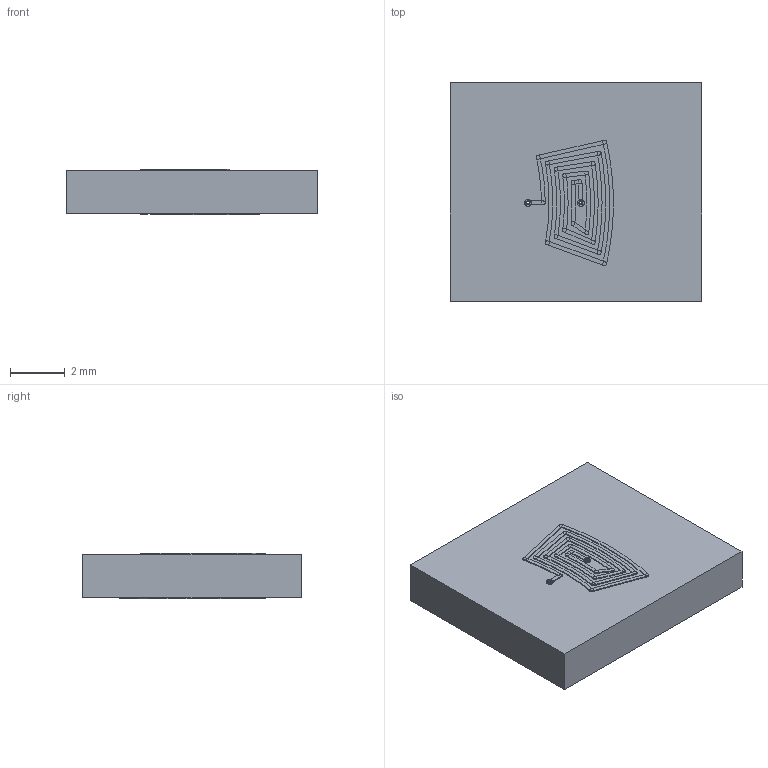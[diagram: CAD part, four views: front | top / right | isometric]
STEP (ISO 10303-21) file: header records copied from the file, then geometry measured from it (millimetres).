
FILE_DESCRIPTION(('KiCad electronic assembly'),'2;1');
FILE_NAME('AxialMotorSingleSpoolB.step','2026-01-11T16:44:39',('Pcbnew') ,('Kicad'),'Open CASCADE STEP processor 7.8','KiCad to STEP converter' ,'Unknown');
FILE_SCHEMA(('AUTOMOTIVE_DESIGN { 1 0 10303 214 1 1 1 1 }'));
Length unit declared in the file: millimetre
Products named in the file (48): AxialMotorSingleSpoolB 1; _autosave-AxialMotor_track_1; _autosave-AxialMotor_track_2; _autosave-AxialMotor_track_3; _autosave-AxialMotor_track_4; _autosave-AxialMotor_track_5; _autosave-AxialMotor_track_6; _autosave-AxialMotor_track_7; _autosave-AxialMotor_track_8; _autosave-AxialMotor_track_9; _autosave-AxialMotor_track_10; _autosave-AxialMotor_track_11; _autosave-AxialMotor_track_12; _autosave-AxialMotor_track_13; _autosave-AxialMotor_track_14; _autosave-AxialMotor_track_15; _autosave-AxialMotor_track_16; _autosave-AxialMotor_track_17; _autosave-AxialMotor_track_18; _autosave-AxialMotor_track_19; _autosave-AxialMotor_track_20; _autosave-AxialMotor_track_21; _autosave-AxialMotor_track_22; _autosave-AxialMotor_track_23; _autosave-AxialMotor_track_24; _autosave-AxialMotor_track_25; _autosave-AxialMotor_track_26; _autosave-AxialMotor_track_27; _autosave-AxialMotor_track_28; _autosave-AxialMotor_track_29; _autosave-AxialMotor_track_30; _autosave-AxialMotor_track_31; _autosave-AxialMotor_track_32; _autosave-AxialMotor_track_33; _autosave-AxialMotor_track_34; _autosave-AxialMotor_track_35; _autosave-AxialMotor_track_36; _autosave-AxialMotor_track_37; _autosave-AxialMotor_track_38; _autosave-AxialMotor_track_39 ...
Assembly tree (47 placements, depth 2):
  AxialMotorSingleSpoolB 1
    _autosave-AxialMotor_track_1
    _autosave-AxialMotor_track_2
    _autosave-AxialMotor_track_3
    _autosave-AxialMotor_track_4
    _autosave-AxialMotor_track_5
    _autosave-AxialMotor_track_6
    _autosave-AxialMotor_track_7
    _autosave-AxialMotor_track_8
    _autosave-AxialMotor_track_9
    _autosave-AxialMotor_track_10
    _autosave-AxialMotor_track_11
    _autosave-AxialMotor_track_12
    _autosave-AxialMotor_track_13
    _autosave-AxialMotor_track_14
    _autosave-AxialMotor_track_15
    _autosave-AxialMotor_track_16
    _autosave-AxialMotor_track_17
    _autosave-AxialMotor_track_18
    _autosave-AxialMotor_track_19
    _autosave-AxialMotor_track_20
    _autosave-AxialMotor_track_21
    _autosave-AxialMotor_track_22
    _autosave-AxialMotor_track_23
    _autosave-AxialMotor_track_24
    _autosave-AxialMotor_track_25
    _autosave-AxialMotor_track_26
    _autosave-AxialMotor_track_27
    _autosave-AxialMotor_track_28
    _autosave-AxialMotor_track_29
    _autosave-AxialMotor_track_30
    _autosave-AxialMotor_track_31
    _autosave-AxialMotor_track_32
    _autosave-AxialMotor_track_33
    _autosave-AxialMotor_track_34
    _autosave-AxialMotor_track_35
    _autosave-AxialMotor_track_36
    _autosave-AxialMotor_track_37
    _autosave-AxialMotor_track_38
    _autosave-AxialMotor_track_39
    _autosave-AxialMotor_track_40
    _autosave-AxialMotor_pad_1
    _autosave-AxialMotor_pad_2
    _autosave-AxialMotor_pad_3
    _autosave-AxialMotor_pad_4
    _autosave-AxialMotor_pad_5
    _autosave-AxialMotor_pad_6
    _autosave-AxialMotor_PCB
Bounding box: 9.2 x 8 x 1.67 mm (x, y, z)
Volume: 118.2 mm3; surface area: 236.6 mm2
Topology: 47 solids, 47 shells, 681 faces, 1761 edges, 1174 vertices
Faces by surface type: plane 624, cylinder 57
Full cylindrical faces by diameter (mm): 0.1 x9, 0.15 x4, 0.25 x4
Entity records: 21615 total; most frequent: CARTESIAN_POINT 3664, ORIENTED_EDGE 3522, DIRECTION 3333, EDGE_CURVE 1761, LINE 1647, VECTOR 1647, VERTEX_POINT 1174, AXIS2_PLACEMENT_3D 843
